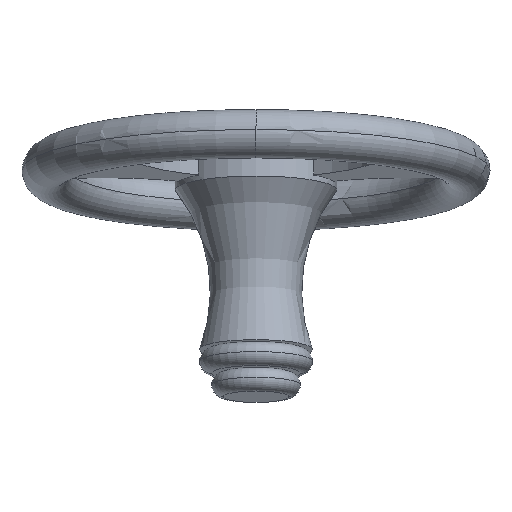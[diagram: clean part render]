
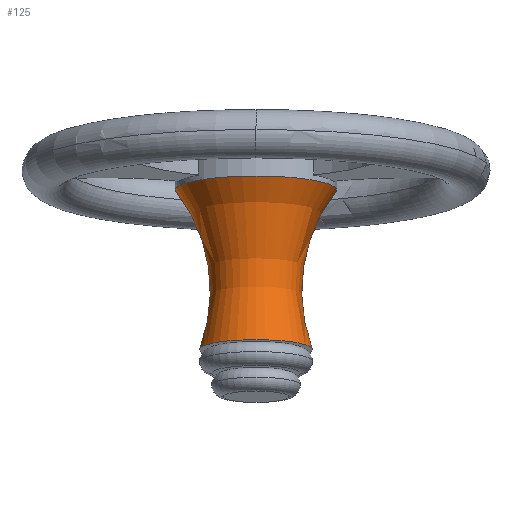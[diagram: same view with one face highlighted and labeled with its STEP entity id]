
A CAD part, left-side view. The second image highlights one B-rep face of the part: STEP entity #125.
In plain terms, the highlighted toroidal (fillet/blend) face has major radius 132.621 mm and minor radius 104.295 mm.
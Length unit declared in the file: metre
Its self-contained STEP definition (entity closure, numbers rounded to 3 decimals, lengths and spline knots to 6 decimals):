
#125 = ADVANCED_FACE( 'NONE', ( #251 ), #252, .F. );
#251 = FACE_OUTER_BOUND( '', #369, .T. );
#252 = TOROIDAL_SURFACE( '', #370, 0.132621, 0.104295 );
#369 = EDGE_LOOP( '', ( #690, #691, #692, #693 ) );
#370 = AXIS2_PLACEMENT_3D( '', #694, #695, #696 );
#690 = ORIENTED_EDGE( '', *, *, #758, .F. );
#691 = ORIENTED_EDGE( '', *, *, #809, .F. );
#692 = ORIENTED_EDGE( '', *, *, #759, .T. );
#693 = ORIENTED_EDGE( '', *, *, #730, .F. );
#694 = CARTESIAN_POINT( '', ( 0.525385, 0.001579, 1.476594 ) );
#695 = DIRECTION( '', ( 0.174, 0., 0.985 ) );
#696 = DIRECTION( '', ( -0.985, 0., 0.174 ) );
#730 = EDGE_CURVE( 'NONE', #877, #876, #879, .T. );
#758 = EDGE_CURVE( 'NONE', #923, #877, #926, .T. );
#759 = EDGE_CURVE( 'NONE', #924, #876, #927, .T. );
#809 = EDGE_CURVE( 'NONE', #924, #923, #996, .T. );
#876 = VERTEX_POINT( 'NONE', #1072 );
#877 = VERTEX_POINT( 'NONE', #1073 );
#879 = CIRCLE( '', #1075, 0.05 );
#923 = VERTEX_POINT( 'NONE', #1127 );
#924 = VERTEX_POINT( 'NONE', #1128 );
#926 = CIRCLE( '', #1130, 0.104295 );
#927 = CIRCLE( '', #1131, 0.104295 );
#996 = CIRCLE( '', #1343, 0.034989 );
#1072 = CARTESIAN_POINT( '', ( 0.536438, -0.048421, 1.539276 ) );
#1073 = CARTESIAN_POINT( '', ( 0.536438, 0.051579, 1.539276 ) );
#1075 = AXIS2_PLACEMENT_3D( '', #1570, #1571, #1572 );
#1127 = CARTESIAN_POINT( '', ( 0.519015, 0.036568, 1.44047 ) );
#1128 = CARTESIAN_POINT( '', ( 0.519015, -0.03341, 1.44047 ) );
#1130 = AXIS2_PLACEMENT_3D( '', #1626, #1627, #1628 );
#1131 = AXIS2_PLACEMENT_3D( '', #1629, #1630, #1631 );
#1343 = AXIS2_PLACEMENT_3D( '', #1709, #1710, #1711 );
#1570 = CARTESIAN_POINT( '', ( 0.536438, 0.001579, 1.539276 ) );
#1571 = DIRECTION( '', ( 0.174, 0., 0.985 ) );
#1572 = DIRECTION( '', ( 0., -1., 0. ) );
#1626 = CARTESIAN_POINT( '', ( 0.525385, 0.1342, 1.476594 ) );
#1627 = DIRECTION( '', ( -0.985, 0., 0.174 ) );
#1628 = DIRECTION( '', ( 0., 1., 0. ) );
#1629 = CARTESIAN_POINT( '', ( 0.525385, -0.131041, 1.476594 ) );
#1630 = DIRECTION( '', ( 0.985, 0., -0.174 ) );
#1631 = DIRECTION( '', ( 0., -1., 0. ) );
#1709 = CARTESIAN_POINT( '', ( 0.519015, 0.001579, 1.44047 ) );
#1710 = DIRECTION( '', ( -0.174, 0., -0.985 ) );
#1711 = DIRECTION( '', ( -0.985, 0., 0.174 ) );
